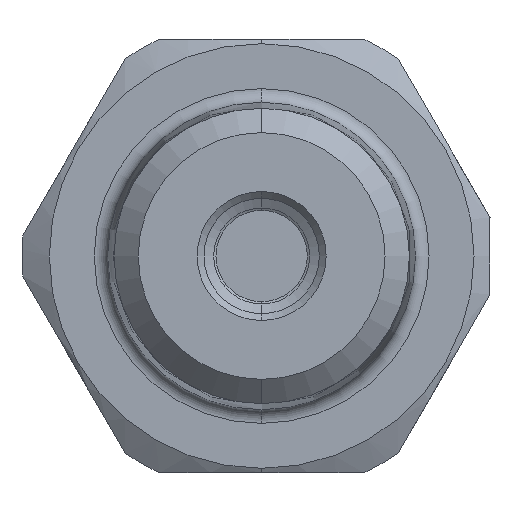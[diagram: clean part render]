
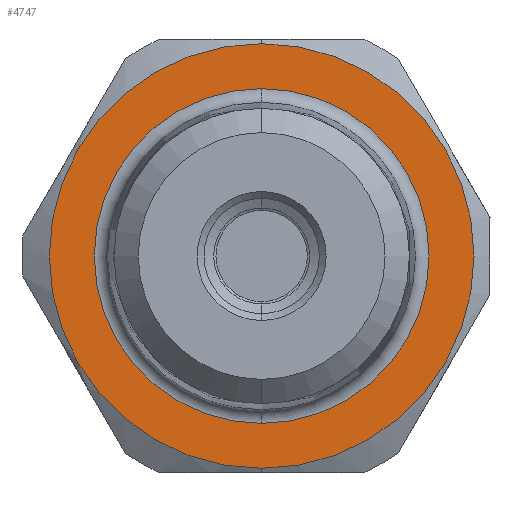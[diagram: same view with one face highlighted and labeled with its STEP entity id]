
A CAD part, front view. The second image highlights one B-rep face of the part: STEP entity #4747.
In plain terms, the highlighted planar face has unit normal (0, -1, 0).
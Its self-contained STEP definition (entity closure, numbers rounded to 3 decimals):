
#426 = CARTESIAN_POINT ( 'NONE',  ( 0., 10., 0. ) ) ;
#456 = DIRECTION ( 'NONE',  ( 0., 1., 0. ) ) ;
#1151 = DIRECTION ( 'NONE',  ( 0., 0., -1. ) ) ;
#1152 = VERTEX_POINT ( 'NONE', #12750 ) ;
#1323 = ORIENTED_EDGE ( 'NONE', *, *, #13026, .T. ) ;
#1621 = DIRECTION ( 'NONE',  ( 0., 0., -1. ) ) ;
#2248 = CARTESIAN_POINT ( 'NONE',  ( 0., 10., 0. ) ) ;
#3413 = EDGE_CURVE ( 'NONE', #7307, #6189, #11925, .T. ) ;
#3420 = DIRECTION ( 'NONE',  ( 0., 0., -1. ) ) ;
#3787 = CARTESIAN_POINT ( 'NONE',  ( 0., 10., -7.332 ) ) ;
#4026 = VERTEX_POINT ( 'NONE', #3787 ) ;
#4109 = EDGE_CURVE ( 'NONE', #4026, #1152, #6143, .T. ) ;
#4600 = FACE_BOUND ( 'NONE', #6522, .T. ) ;
#4747 = ADVANCED_FACE ( 'NONE', ( #4600, #12963 ), #10096, .T. ) ;
#4968 = CIRCLE ( 'NONE', #13505, 9.3 ) ;
#5849 = DIRECTION ( 'NONE',  ( 0., -1., 0. ) ) ;
#6143 = CIRCLE ( 'NONE', #7184, 7.332 ) ;
#6189 = VERTEX_POINT ( 'NONE', #10173 ) ;
#6522 = EDGE_LOOP ( 'NONE', ( #7224, #1323 ) ) ;
#6599 = AXIS2_PLACEMENT_3D ( 'NONE', #12274, #5849, #13524 ) ;
#6915 = EDGE_LOOP ( 'NONE', ( #7578, #12394 ) ) ;
#7184 = AXIS2_PLACEMENT_3D ( 'NONE', #7188, #456, #8255 ) ;
#7188 = CARTESIAN_POINT ( 'NONE',  ( 0., 10., 0. ) ) ;
#7224 = ORIENTED_EDGE ( 'NONE', *, *, #4109, .T. ) ;
#7307 = VERTEX_POINT ( 'NONE', #11064 ) ;
#7578 = ORIENTED_EDGE ( 'NONE', *, *, #3413, .T. ) ;
#7796 = DIRECTION ( 'NONE',  ( 0., 1., 0. ) ) ;
#8001 = AXIS2_PLACEMENT_3D ( 'NONE', #2248, #9854, #3420 ) ;
#8223 = DIRECTION ( 'NONE',  ( 0., -1., 0. ) ) ;
#8255 = DIRECTION ( 'NONE',  ( 0., 0., -1. ) ) ;
#9854 = DIRECTION ( 'NONE',  ( 0., -1., 0. ) ) ;
#10096 = PLANE ( 'NONE',  #6599 ) ;
#10173 = CARTESIAN_POINT ( 'NONE',  ( 0., 10., -9.3 ) ) ;
#11064 = CARTESIAN_POINT ( 'NONE',  ( 0., 10., 9.3 ) ) ;
#11925 = CIRCLE ( 'NONE', #8001, 9.3 ) ;
#12274 = CARTESIAN_POINT ( 'NONE',  ( 9.3, 10., 0. ) ) ;
#12394 = ORIENTED_EDGE ( 'NONE', *, *, #12663, .T. ) ;
#12663 = EDGE_CURVE ( 'NONE', #6189, #7307, #4968, .T. ) ;
#12750 = CARTESIAN_POINT ( 'NONE',  ( 0., 10., 7.332 ) ) ;
#12963 = FACE_OUTER_BOUND ( 'NONE', #6915, .T. ) ;
#13026 = EDGE_CURVE ( 'NONE', #1152, #4026, #13880, .T. ) ;
#13257 = AXIS2_PLACEMENT_3D ( 'NONE', #14464, #7796, #1151 ) ;
#13505 = AXIS2_PLACEMENT_3D ( 'NONE', #426, #8223, #1621 ) ;
#13524 = DIRECTION ( 'NONE',  ( 0., 0., -1. ) ) ;
#13880 = CIRCLE ( 'NONE', #13257, 7.332 ) ;
#14464 = CARTESIAN_POINT ( 'NONE',  ( 0., 10., 0. ) ) ;
